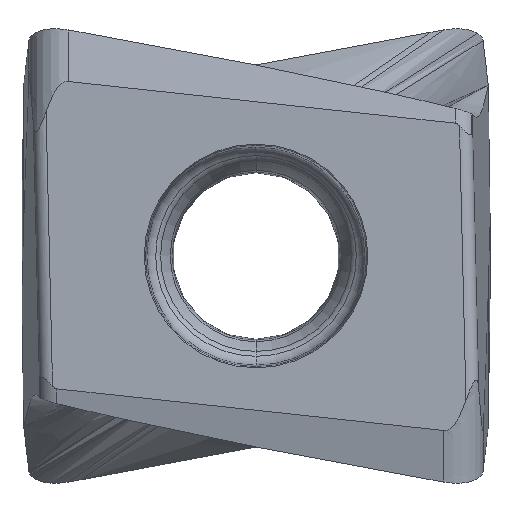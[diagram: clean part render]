
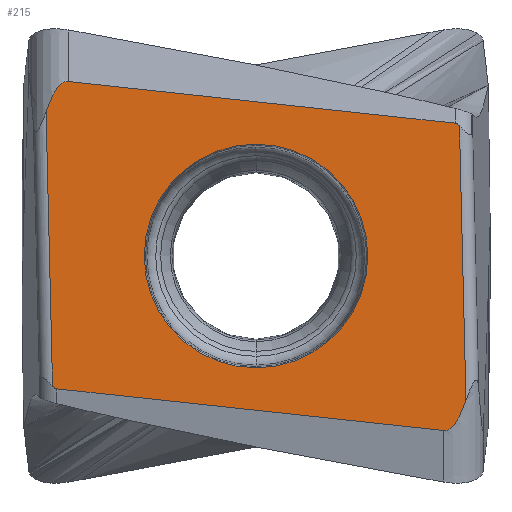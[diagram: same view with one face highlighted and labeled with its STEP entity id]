
A CAD part, front view. The second image highlights one B-rep face of the part: STEP entity #215.
In plain terms, the highlighted planar face has unit normal (0, -1, 0).
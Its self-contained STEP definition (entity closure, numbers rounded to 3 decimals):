
#63=FACE_BOUND('',#485,.T.);
#64=FACE_BOUND('',#486,.T.);
#93=PLANE('',#2508);
#215=ADVANCED_FACE('',(#63,#64),#93,.T.);
#485=EDGE_LOOP('',(#838,#839,#840,#841,#842,#843,#844,#845));
#486=EDGE_LOOP('',(#846,#847,#848,#849));
#838=ORIENTED_EDGE('',*,*,#1659,.F.);
#839=ORIENTED_EDGE('',*,*,#1653,.F.);
#840=ORIENTED_EDGE('',*,*,#1658,.T.);
#841=ORIENTED_EDGE('',*,*,#1660,.F.);
#842=ORIENTED_EDGE('',*,*,#1661,.F.);
#843=ORIENTED_EDGE('',*,*,#1662,.F.);
#844=ORIENTED_EDGE('',*,*,#1663,.T.);
#845=ORIENTED_EDGE('',*,*,#1500,.F.);
#846=ORIENTED_EDGE('',*,*,#1664,.T.);
#847=ORIENTED_EDGE('',*,*,#1665,.T.);
#848=ORIENTED_EDGE('',*,*,#1666,.T.);
#849=ORIENTED_EDGE('',*,*,#1667,.T.);
#1278=VERTEX_POINT('',#3302);
#1279=VERTEX_POINT('',#3323);
#1383=VERTEX_POINT('',#6059);
#1384=VERTEX_POINT('',#6060);
#1386=VERTEX_POINT('',#6087);
#1387=VERTEX_POINT('',#6111);
#1388=VERTEX_POINT('',#6113);
#1389=VERTEX_POINT('',#6124);
#1390=VERTEX_POINT('',#6127);
#1391=VERTEX_POINT('',#6128);
#1392=VERTEX_POINT('',#6130);
#1393=VERTEX_POINT('',#6132);
#1500=EDGE_CURVE('',#1278,#1279,#1873,.T.);
#1653=EDGE_CURVE('',#1383,#1384,#1971,.T.);
#1658=EDGE_CURVE('',#1383,#1386,#2231,.T.);
#1659=EDGE_CURVE('',#1384,#1278,#2232,.T.);
#1660=EDGE_CURVE('',#1387,#1386,#1973,.T.);
#1661=EDGE_CURVE('',#1388,#1387,#2233,.T.);
#1662=EDGE_CURVE('',#1389,#1388,#1974,.T.);
#1663=EDGE_CURVE('',#1389,#1279,#2234,.T.);
#1664=EDGE_CURVE('',#1390,#1391,#2043,.T.);
#1665=EDGE_CURVE('',#1391,#1392,#2044,.T.);
#1666=EDGE_CURVE('',#1392,#1393,#2045,.T.);
#1667=EDGE_CURVE('',#1393,#1390,#2046,.T.);
#1873=B_SPLINE_CURVE_WITH_KNOTS('',3,(#3303,#3304,#3305,#3306,#3307,#3308,
#3309,#3310,#3311,#3312,#3313,#3314,#3315,#3316,#3317,#3318,#3319,#3320,
#3321,#3322),.UNSPECIFIED.,.F.,.F.,(4,1,1,1,1,1,1,1,1,1,1,1,1,1,1,1,1,4),
(0.,0.059,0.118,0.176,0.235,0.294,
0.353,0.412,0.471,0.529,0.588,
0.647,0.706,0.765,0.824,0.882,
0.941,1.),.UNSPECIFIED.);
#1971=B_SPLINE_CURVE_WITH_KNOTS('',3,(#6049,#6050,#6051,#6052,#6053,#6054,
#6055,#6056,#6057,#6058),.UNSPECIFIED.,.F.,.F.,(4,1,1,1,1,1,1,4),(0.,0.143,
0.286,0.429,0.571,0.714,0.857,
1.),.UNSPECIFIED.);
#1973=B_SPLINE_CURVE_WITH_KNOTS('',3,(#6091,#6092,#6093,#6094,#6095,#6096,
#6097,#6098,#6099,#6100,#6101,#6102,#6103,#6104,#6105,#6106,#6107,#6108,
#6109,#6110),.UNSPECIFIED.,.F.,.F.,(4,1,1,1,1,1,1,1,1,1,1,1,1,1,1,1,1,4),
(0.,0.059,0.118,0.176,0.235,0.294,
0.353,0.412,0.471,0.529,0.588,
0.647,0.706,0.765,0.824,0.882,
0.941,1.),.UNSPECIFIED.);
#1974=B_SPLINE_CURVE_WITH_KNOTS('',3,(#6114,#6115,#6116,#6117,#6118,#6119,
#6120,#6121,#6122,#6123),.UNSPECIFIED.,.F.,.F.,(4,1,1,1,1,1,1,4),(0.,0.143,
0.286,0.429,0.571,0.714,0.857,
1.),.UNSPECIFIED.);
#2043=CIRCLE('',#2504,2.988);
#2044=CIRCLE('',#2505,2.988);
#2045=CIRCLE('',#2506,2.988);
#2046=CIRCLE('',#2507,2.988);
#2231=LINE('',#6088,#2352);
#2232=LINE('',#6090,#2353);
#2233=LINE('',#6112,#2354);
#2234=LINE('',#6125,#2355);
#2352=VECTOR('',#2729,1.);
#2353=VECTOR('',#2732,1.);
#2354=VECTOR('',#2733,1.);
#2355=VECTOR('',#2734,1.);
#2504=AXIS2_PLACEMENT_3D('',#6126,#2735,#2736);
#2505=AXIS2_PLACEMENT_3D('',#6129,#2737,#2738);
#2506=AXIS2_PLACEMENT_3D('',#6131,#2739,#2740);
#2507=AXIS2_PLACEMENT_3D('',#6133,#2741,#2742);
#2508=AXIS2_PLACEMENT_3D('',#6134,#2743,#2744);
#2729=DIRECTION('',(0.994,0.,-0.107));
#2732=DIRECTION('',(-0.024,0.,1.));
#2733=DIRECTION('',(0.024,0.,-1.));
#2734=DIRECTION('',(-0.994,0.,0.107));
#2735=DIRECTION('',(0.,1.,0.));
#2736=DIRECTION('',(-0.005,0.,-1.));
#2737=DIRECTION('',(0.,1.,0.));
#2738=DIRECTION('',(0.,0.,1.));
#2739=DIRECTION('',(0.,1.,0.));
#2740=DIRECTION('',(0.005,0.,1.));
#2741=DIRECTION('',(0.,1.,0.));
#2742=DIRECTION('',(0.,0.,-1.));
#2743=DIRECTION('',(0.,-1.,0.));
#2744=DIRECTION('',(1.,0.,0.024));
#3302=CARTESIAN_POINT('',(-5.611,0.,3.863));
#3303=CARTESIAN_POINT('',(-5.611,0.,3.863));
#3304=CARTESIAN_POINT('',(-5.596,0.,3.908));
#3305=CARTESIAN_POINT('',(-5.567,0.,3.993));
#3306=CARTESIAN_POINT('',(-5.523,0.,4.105));
#3307=CARTESIAN_POINT('',(-5.481,0.,4.204));
#3308=CARTESIAN_POINT('',(-5.439,0.,4.29));
#3309=CARTESIAN_POINT('',(-5.398,0.,4.364));
#3310=CARTESIAN_POINT('',(-5.359,0.,4.428));
#3311=CARTESIAN_POINT('',(-5.32,0.,4.483));
#3312=CARTESIAN_POINT('',(-5.283,0.,4.528));
#3313=CARTESIAN_POINT('',(-5.247,0.,4.566));
#3314=CARTESIAN_POINT('',(-5.213,0.,4.596));
#3315=CARTESIAN_POINT('',(-5.181,0.,4.619));
#3316=CARTESIAN_POINT('',(-5.15,0.,4.636));
#3317=CARTESIAN_POINT('',(-5.122,0.,4.649));
#3318=CARTESIAN_POINT('',(-5.095,0.,4.657));
#3319=CARTESIAN_POINT('',(-5.068,0.,4.662));
#3320=CARTESIAN_POINT('',(-5.042,0.,4.664));
#3321=CARTESIAN_POINT('',(-5.025,0.,4.663));
#3322=CARTESIAN_POINT('',(-5.017,0.,4.662));
#3323=CARTESIAN_POINT('',(-5.017,0.,4.662));
#6049=CARTESIAN_POINT('',(-5.32,0.,-3.55));
#6050=CARTESIAN_POINT('',(-5.325,0.,-3.549));
#6051=CARTESIAN_POINT('',(-5.334,0.,-3.547));
#6052=CARTESIAN_POINT('',(-5.349,0.,-3.543));
#6053=CARTESIAN_POINT('',(-5.365,0.,-3.536));
#6054=CARTESIAN_POINT('',(-5.382,0.,-3.526));
#6055=CARTESIAN_POINT('',(-5.4,0.,-3.513));
#6056=CARTESIAN_POINT('',(-5.418,0.,-3.496));
#6057=CARTESIAN_POINT('',(-5.431,0.,-3.482));
#6058=CARTESIAN_POINT('',(-5.437,0.,-3.475));
#6059=CARTESIAN_POINT('',(-5.32,0.,-3.55));
#6060=CARTESIAN_POINT('',(-5.437,0.,-3.475));
#6087=CARTESIAN_POINT('',(5.017,0.,-4.662));
#6088=CARTESIAN_POINT('',(-5.32,0.,-3.55));
#6090=CARTESIAN_POINT('',(-5.437,0.,-3.475));
#6091=CARTESIAN_POINT('',(5.611,0.,-3.863));
#6092=CARTESIAN_POINT('',(5.596,0.,-3.908));
#6093=CARTESIAN_POINT('',(5.567,0.,-3.993));
#6094=CARTESIAN_POINT('',(5.523,0.,-4.105));
#6095=CARTESIAN_POINT('',(5.481,0.,-4.204));
#6096=CARTESIAN_POINT('',(5.439,0.,-4.29));
#6097=CARTESIAN_POINT('',(5.398,0.,-4.364));
#6098=CARTESIAN_POINT('',(5.359,0.,-4.428));
#6099=CARTESIAN_POINT('',(5.32,0.,-4.483));
#6100=CARTESIAN_POINT('',(5.283,0.,-4.528));
#6101=CARTESIAN_POINT('',(5.247,0.,-4.566));
#6102=CARTESIAN_POINT('',(5.213,0.,-4.596));
#6103=CARTESIAN_POINT('',(5.181,0.,-4.619));
#6104=CARTESIAN_POINT('',(5.15,0.,-4.636));
#6105=CARTESIAN_POINT('',(5.122,0.,-4.649));
#6106=CARTESIAN_POINT('',(5.095,0.,-4.657));
#6107=CARTESIAN_POINT('',(5.068,0.,-4.662));
#6108=CARTESIAN_POINT('',(5.042,0.,-4.664));
#6109=CARTESIAN_POINT('',(5.025,0.,-4.663));
#6110=CARTESIAN_POINT('',(5.017,0.,-4.662));
#6111=CARTESIAN_POINT('',(5.611,0.,-3.863));
#6112=CARTESIAN_POINT('',(5.437,0.,3.475));
#6113=CARTESIAN_POINT('',(5.437,0.,3.475));
#6114=CARTESIAN_POINT('',(5.32,0.,3.55));
#6115=CARTESIAN_POINT('',(5.325,0.,3.549));
#6116=CARTESIAN_POINT('',(5.334,0.,3.547));
#6117=CARTESIAN_POINT('',(5.349,0.,3.543));
#6118=CARTESIAN_POINT('',(5.365,0.,3.536));
#6119=CARTESIAN_POINT('',(5.382,0.,3.526));
#6120=CARTESIAN_POINT('',(5.4,0.,3.513));
#6121=CARTESIAN_POINT('',(5.418,0.,3.496));
#6122=CARTESIAN_POINT('',(5.431,0.,3.482));
#6123=CARTESIAN_POINT('',(5.437,0.,3.475));
#6124=CARTESIAN_POINT('',(5.32,0.,3.55));
#6125=CARTESIAN_POINT('',(5.32,0.,3.55));
#6126=CARTESIAN_POINT('',(0.,0.,0.));
#6127=CARTESIAN_POINT('',(-0.016,0.,-2.988));
#6128=CARTESIAN_POINT('',(0.,0.,2.988));
#6129=CARTESIAN_POINT('',(0.,0.,0.));
#6130=CARTESIAN_POINT('',(0.016,0.,2.988));
#6131=CARTESIAN_POINT('',(0.,0.,0.));
#6132=CARTESIAN_POINT('',(0.,0.,-2.988));
#6133=CARTESIAN_POINT('',(0.,0.,0.));
#6134=CARTESIAN_POINT('',(-5.351,0.,-7.129));
